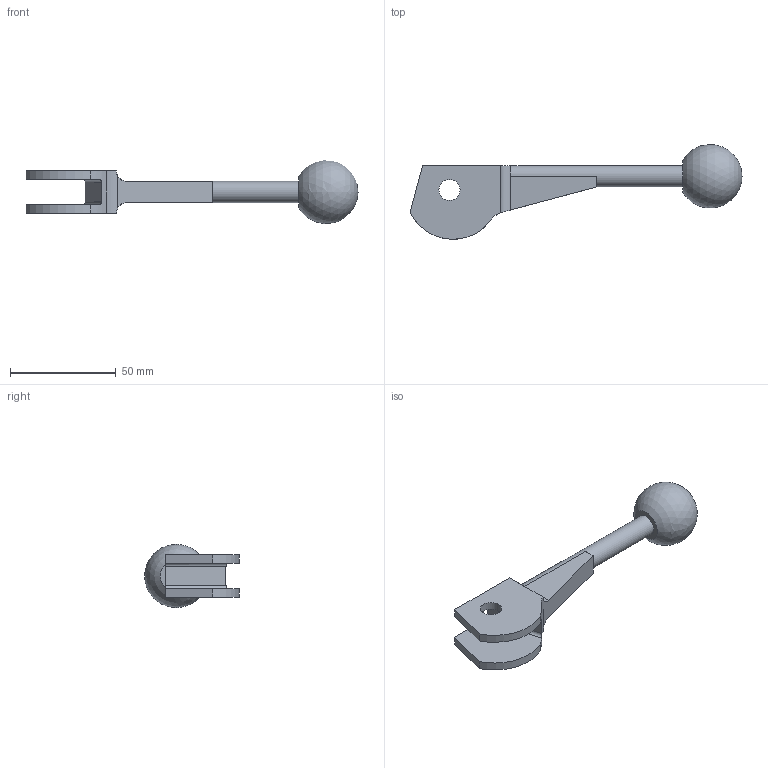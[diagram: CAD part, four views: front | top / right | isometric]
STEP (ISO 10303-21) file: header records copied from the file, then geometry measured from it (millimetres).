
FILE_DESCRIPTION( ( 'STEP AP214' ), '1' );
FILE_NAME( 'K0009.10.stp', '2020-11-24T14:34:17', ( '' ), ( '' ), ' ', 'PARTsolutions', ' ' );
FILE_SCHEMA( ( 'AUTOMOTIVE_DESIGN { 1 0 10303 214 1 1 1 1 }' ) );
Length unit declared in the file: millimetre
Products named in the file (1): _K0009.10
Bounding box: 156.64 x 44.56 x 29.86 mm (x, y, z)
Volume: 37055.4 mm3; surface area: 12249.8 mm2
Topology: 1 solids, 1 shells, 27 faces, 72 edges, 47 vertices
Faces by surface type: plane 15, cylinder 11, sphere 1
Full cylindrical faces by diameter (mm): 10 x3
Entity records: 1083 total; most frequent: CARTESIAN_POINT 178, DIRECTION 143, ORIENTED_EDGE 132, EDGE_CURVE 66, AXIS2_PLACEMENT_3D 53, VERTEX_POINT 46, LINE 37, VECTOR 37
